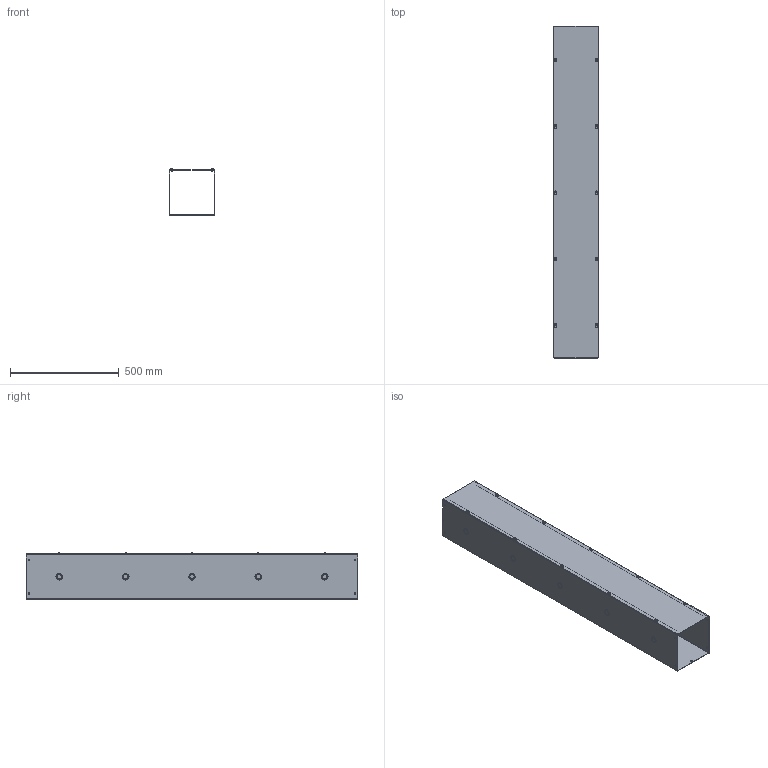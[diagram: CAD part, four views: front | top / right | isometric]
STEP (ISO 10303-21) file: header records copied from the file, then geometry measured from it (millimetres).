
FILE_DESCRIPTION (( 'STEP AP203' ), '1' );
FILE_NAME ('CWSC860.step', '2024-04-25T15:16:57', ( '' ), ( '' ), 'SwSTEP 2.0', 'SolidWorks 2023', '' );
FILE_SCHEMA (( 'CONFIG_CONTROL_DESIGN' ));
Length unit declared in the file: inch
Products named in the file (1): CWSC860
Bounding box: 210.52 x 1524 x 211.45 mm (x, y, z)
Volume: 2425052.7 mm3; surface area: 2608333.9 mm2
Topology: 12 solids, 12 shells, 786 faces, 2166 edges, 1424 vertices
Faces by surface type: cylinder 378, plane 348, bspline 40, cone 20
Entity records: 27263 total; most frequent: CARTESIAN_POINT 6637, DIRECTION 4396, ORIENTED_EDGE 4332, EDGE_CURVE 2166, AXIS2_PLACEMENT_3D 1583, VERTEX_POINT 1424, VECTOR 1230, LINE 1230
